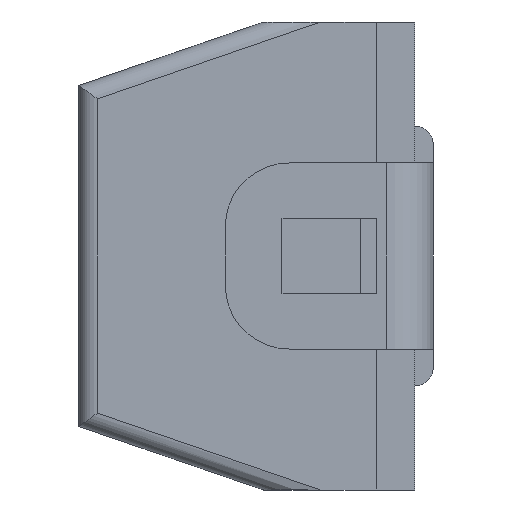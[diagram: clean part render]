
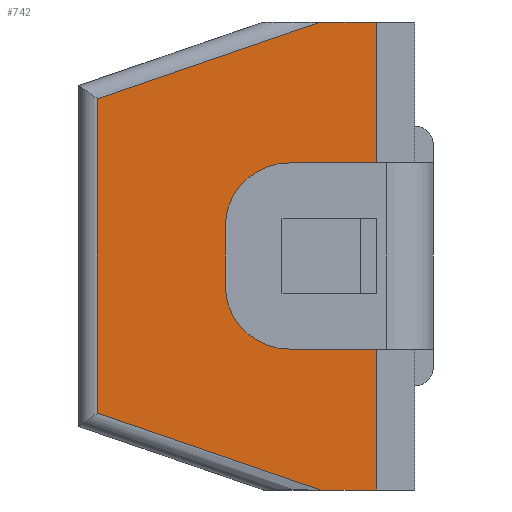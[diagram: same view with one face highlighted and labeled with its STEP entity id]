
A CAD part, left-side view. The second image highlights one B-rep face of the part: STEP entity #742.
In plain terms, the highlighted planar face has unit normal (-1, 0, 0).
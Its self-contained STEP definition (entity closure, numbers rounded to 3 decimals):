
#74 = CARTESIAN_POINT ( 'NONE',  ( -4.665, 1.626, 0.406 ) ) ;
#161 = AXIS2_PLACEMENT_3D ( 'NONE', #768, #3171, #2511 ) ;
#191 = CARTESIAN_POINT ( 'NONE',  ( -4.665, 0.61, 2.515 ) ) ;
#337 = CARTESIAN_POINT ( 'NONE',  ( -4.665, 3.61, -1.689 ) ) ;
#346 = VERTEX_POINT ( 'NONE', #1480 ) ;
#351 = VERTEX_POINT ( 'NONE', #3468 ) ;
#432 = EDGE_CURVE ( 'NONE', #4398, #346, #3404, .T. ) ;
#573 = CARTESIAN_POINT ( 'NONE',  ( -4.665, 1.626, -0.406 ) ) ;
#635 = EDGE_CURVE ( 'NONE', #351, #1179, #2767, .T. ) ;
#709 = CARTESIAN_POINT ( 'NONE',  ( -4.665, 0.903, 2.621 ) ) ;
#742 = ADVANCED_FACE ( 'NONE', ( #3037 ), #2829, .T. ) ;
#768 = CARTESIAN_POINT ( 'NONE',  ( -4.665, 0., 0. ) ) ;
#802 = VECTOR ( 'NONE', #3841, 1000. ) ;
#825 = LINE ( 'NONE', #2022, #2019 ) ;
#965 = EDGE_CURVE ( 'NONE', #4066, #3812, #825, .T. ) ;
#1015 = CARTESIAN_POINT ( 'NONE',  ( -4.665, 1.211, 2.515 ) ) ;
#1042 = LINE ( 'NONE', #3190, #2542 ) ;
#1065 = CARTESIAN_POINT ( 'NONE',  ( -4.665, 1.825, -2.515 ) ) ;
#1081 = VECTOR ( 'NONE', #4128, 1000. ) ;
#1129 = LINE ( 'NONE', #1249, #3467 ) ;
#1155 = VERTEX_POINT ( 'NONE', #3432 ) ;
#1179 = VERTEX_POINT ( 'NONE', #1451 ) ;
#1249 = CARTESIAN_POINT ( 'NONE',  ( -4.665, 0.61, 0.406 ) ) ;
#1300 = CARTESIAN_POINT ( 'NONE',  ( -4.665, 0.61, 0.406 ) ) ;
#1379 = VECTOR ( 'NONE', #3115, 1000. ) ;
#1408 = VECTOR ( 'NONE', #2407, 1000. ) ;
#1451 = CARTESIAN_POINT ( 'NONE',  ( -4.665, 0.61, -2.515 ) ) ;
#1468 = EDGE_CURVE ( 'NONE', #346, #3015, #1042, .T. ) ;
#1480 = CARTESIAN_POINT ( 'NONE',  ( -4.665, 3.61, 1.689 ) ) ;
#1551 = ORIENTED_EDGE ( 'NONE', *, *, #3434, .F. ) ;
#1583 = EDGE_CURVE ( 'NONE', #3812, #1179, #3241, .T. ) ;
#1627 = ORIENTED_EDGE ( 'NONE', *, *, #1583, .F. ) ;
#1628 = VECTOR ( 'NONE', #4144, 1000. ) ;
#1704 = VECTOR ( 'NONE', #4187, 1000. ) ;
#1714 = CARTESIAN_POINT ( 'NONE',  ( -4.665, 0.903, -2.621 ) ) ;
#1967 = ORIENTED_EDGE ( 'NONE', *, *, #3002, .T. ) ;
#1983 = ORIENTED_EDGE ( 'NONE', *, *, #965, .F. ) ;
#2019 = VECTOR ( 'NONE', #4033, 1000. ) ;
#2022 = CARTESIAN_POINT ( 'NONE',  ( -4.665, 1.626, -0.406 ) ) ;
#2039 = EDGE_CURVE ( 'NONE', #3015, #351, #2909, .T. ) ;
#2065 = CARTESIAN_POINT ( 'NONE',  ( -4.665, 0.2, 2.515 ) ) ;
#2122 = ORIENTED_EDGE ( 'NONE', *, *, #3839, .F. ) ;
#2143 = ORIENTED_EDGE ( 'NONE', *, *, #432, .T. ) ;
#2167 = VECTOR ( 'NONE', #2860, 1000. ) ;
#2407 = DIRECTION ( 'NONE',  ( 0., 1., 0. ) ) ;
#2442 = ORIENTED_EDGE ( 'NONE', *, *, #2039, .T. ) ;
#2463 = CARTESIAN_POINT ( 'NONE',  ( -4.665, 0.61, 0. ) ) ;
#2477 = CARTESIAN_POINT ( 'NONE',  ( -4.665, 0.61, -0.406 ) ) ;
#2511 = DIRECTION ( 'NONE',  ( 0., 0., 1. ) ) ;
#2542 = VECTOR ( 'NONE', #3457, 1000. ) ;
#2625 = LINE ( 'NONE', #74, #802 ) ;
#2767 = LINE ( 'NONE', #1065, #1704 ) ;
#2819 = VERTEX_POINT ( 'NONE', #191 ) ;
#2829 = PLANE ( 'NONE',  #161 ) ;
#2860 = DIRECTION ( 'NONE',  ( 0., 0., -1. ) ) ;
#2878 = VERTEX_POINT ( 'NONE', #1300 ) ;
#2909 = LINE ( 'NONE', #1714, #1081 ) ;
#3002 = EDGE_CURVE ( 'NONE', #2819, #4398, #3888, .T. ) ;
#3015 = VERTEX_POINT ( 'NONE', #337 ) ;
#3037 = FACE_OUTER_BOUND ( 'NONE', #3267, .T. ) ;
#3041 = DIRECTION ( 'NONE',  ( 0., 1., 0. ) ) ;
#3115 = DIRECTION ( 'NONE',  ( 0., 0.946, -0.326 ) ) ;
#3171 = DIRECTION ( 'NONE',  ( -1., 0., 0. ) ) ;
#3190 = CARTESIAN_POINT ( 'NONE',  ( -4.665, 3.61, 0. ) ) ;
#3241 = LINE ( 'NONE', #3879, #2167 ) ;
#3267 = EDGE_LOOP ( 'NONE', ( #3799, #2442, #4120, #1627, #1983, #2122, #1551, #3973, #1967, #2143 ) ) ;
#3404 = LINE ( 'NONE', #709, #1379 ) ;
#3432 = CARTESIAN_POINT ( 'NONE',  ( -4.665, 1.626, 0.406 ) ) ;
#3434 = EDGE_CURVE ( 'NONE', #2878, #1155, #1129, .T. ) ;
#3457 = DIRECTION ( 'NONE',  ( 0., 0., -1. ) ) ;
#3467 = VECTOR ( 'NONE', #3041, 1000. ) ;
#3468 = CARTESIAN_POINT ( 'NONE',  ( -4.665, 1.211, -2.515 ) ) ;
#3626 = LINE ( 'NONE', #2463, #1628 ) ;
#3751 = EDGE_CURVE ( 'NONE', #2819, #2878, #3626, .T. ) ;
#3799 = ORIENTED_EDGE ( 'NONE', *, *, #1468, .T. ) ;
#3812 = VERTEX_POINT ( 'NONE', #2477 ) ;
#3839 = EDGE_CURVE ( 'NONE', #1155, #4066, #2625, .T. ) ;
#3841 = DIRECTION ( 'NONE',  ( 0., 0., -1. ) ) ;
#3879 = CARTESIAN_POINT ( 'NONE',  ( -4.665, 0.61, 0. ) ) ;
#3888 = LINE ( 'NONE', #2065, #1408 ) ;
#3973 = ORIENTED_EDGE ( 'NONE', *, *, #3751, .F. ) ;
#4033 = DIRECTION ( 'NONE',  ( 0., -1., 0. ) ) ;
#4066 = VERTEX_POINT ( 'NONE', #573 ) ;
#4120 = ORIENTED_EDGE ( 'NONE', *, *, #635, .T. ) ;
#4128 = DIRECTION ( 'NONE',  ( 0., -0.946, -0.326 ) ) ;
#4144 = DIRECTION ( 'NONE',  ( 0., 0., -1. ) ) ;
#4187 = DIRECTION ( 'NONE',  ( 0., -1., 0. ) ) ;
#4398 = VERTEX_POINT ( 'NONE', #1015 ) ;
